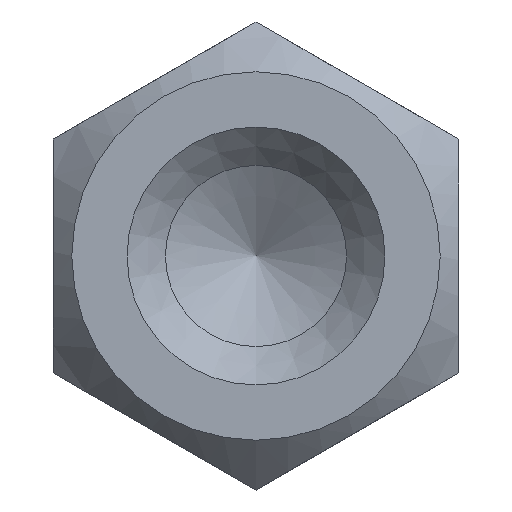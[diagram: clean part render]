
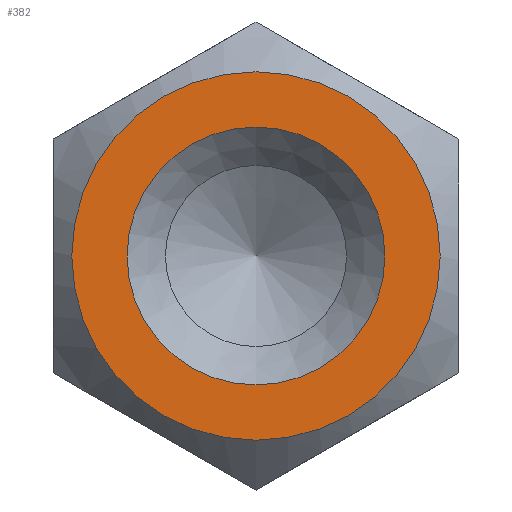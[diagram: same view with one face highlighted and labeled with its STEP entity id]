
A CAD part, left-side view. The second image highlights one B-rep face of the part: STEP entity #382.
In plain terms, the highlighted planar face has unit normal (-1, 0, 0).
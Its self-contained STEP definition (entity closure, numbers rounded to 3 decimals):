
#59=PLANE('',#413);
#109=ORIENTED_EDGE('',*,*,#142,.F.);
#110=ORIENTED_EDGE('',*,*,#141,.T.);
#141=EDGE_CURVE('',#164,#164,#175,.T.);
#142=EDGE_CURVE('',#165,#165,#176,.T.);
#164=VERTEX_POINT('',#592);
#165=VERTEX_POINT('',#595);
#175=CIRCLE('',#412,2.5);
#176=CIRCLE('',#414,1.75);
#199=EDGE_LOOP('',(#109));
#200=EDGE_LOOP('',(#110));
#228=FACE_BOUND('',#199,.T.);
#229=FACE_BOUND('',#200,.T.);
#382=ADVANCED_FACE('',(#228,#229),#59,.F.);
#412=AXIS2_PLACEMENT_3D('',#591,#469,#470);
#413=AXIS2_PLACEMENT_3D('',#593,#471,#472);
#414=AXIS2_PLACEMENT_3D('',#594,#473,#474);
#469=DIRECTION('',(-1.,0.,0.));
#470=DIRECTION('',(0.,0.,1.));
#471=DIRECTION('',(1.,0.,0.));
#472=DIRECTION('',(0.,0.,-1.));
#473=DIRECTION('',(-1.,0.,0.));
#474=DIRECTION('',(0.,0.,1.));
#591=CARTESIAN_POINT('',(-12.5,0.,0.));
#592=CARTESIAN_POINT('',(-12.5,0.,2.5));
#593=CARTESIAN_POINT('',(-12.5,0.,0.));
#594=CARTESIAN_POINT('',(-12.5,0.,0.));
#595=CARTESIAN_POINT('',(-12.5,0.,1.75));
